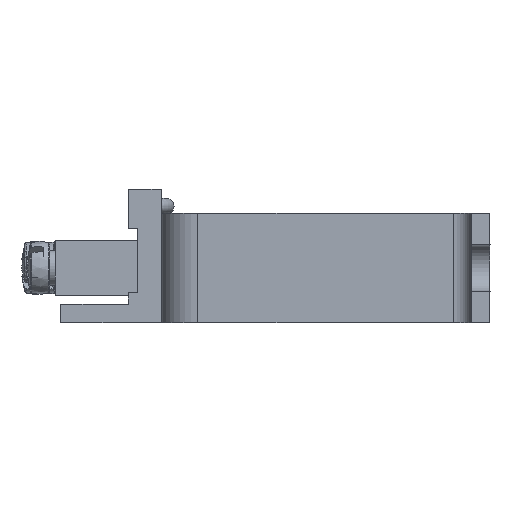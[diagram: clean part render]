
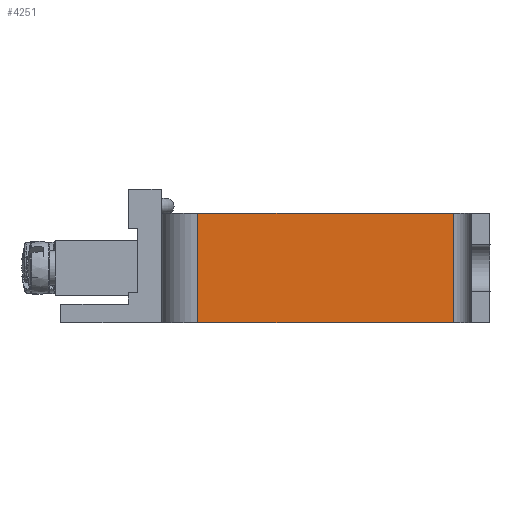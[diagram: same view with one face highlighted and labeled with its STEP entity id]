
A CAD part, left-side view. The second image highlights one B-rep face of the part: STEP entity #4251.
In plain terms, the highlighted planar face has unit normal (-1, 0, 0).
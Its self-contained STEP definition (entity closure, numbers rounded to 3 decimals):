
#372=LINE('',#8130,#584);
#380=LINE('',#8146,#592);
#388=LINE('',#8169,#600);
#389=LINE('',#8173,#601);
#584=VECTOR('',#5943,12.);
#592=VECTOR('',#5957,28.);
#600=VECTOR('',#5989,12.);
#601=VECTOR('',#5996,28.);
#709=PLANE('',#4769);
#1464=FACE_OUTER_BOUND('',#1936,.T.);
#1936=EDGE_LOOP('',(#3802,#3803,#3804,#3805));
#2344=VERTEX_POINT('',#8119);
#2345=VERTEX_POINT('',#8123);
#2350=VERTEX_POINT('',#8144);
#2353=VERTEX_POINT('',#8168);
#2814=EDGE_CURVE('',#2344,#2345,#372,.T.);
#2822=EDGE_CURVE('',#2350,#2345,#380,.T.);
#2834=EDGE_CURVE('',#2350,#2353,#388,.T.);
#2837=EDGE_CURVE('',#2344,#2353,#389,.T.);
#3802=ORIENTED_EDGE('',*,*,#2814,.T.);
#3803=ORIENTED_EDGE('',*,*,#2822,.F.);
#3804=ORIENTED_EDGE('',*,*,#2834,.T.);
#3805=ORIENTED_EDGE('',*,*,#2837,.F.);
#4251=ADVANCED_FACE('',(#1464),#709,.T.);
#4769=AXIS2_PLACEMENT_3D('',#8180,#6007,#6008);
#5943=DIRECTION('',(0.,-1.,0.));
#5957=DIRECTION('',(0.,0.,-1.));
#5989=DIRECTION('',(0.,1.,0.));
#5996=DIRECTION('',(0.,0.,1.));
#6007=DIRECTION('center_axis',(-1.,0.,0.));
#6008=DIRECTION('ref_axis',(0.,0.,1.));
#8119=CARTESIAN_POINT('',(-113.,6.,-30.));
#8123=CARTESIAN_POINT('',(-113.,-6.,-30.));
#8130=CARTESIAN_POINT('',(-113.,-3.,-30.));
#8144=CARTESIAN_POINT('',(-113.,-6.,-2.));
#8146=CARTESIAN_POINT('',(-113.,-6.,-2.));
#8168=CARTESIAN_POINT('',(-113.,6.,-2.));
#8169=CARTESIAN_POINT('',(-113.,0.,-2.));
#8173=CARTESIAN_POINT('',(-113.,6.,7.048));
#8180=CARTESIAN_POINT('Origin',(-113.,0.,-15.738));
